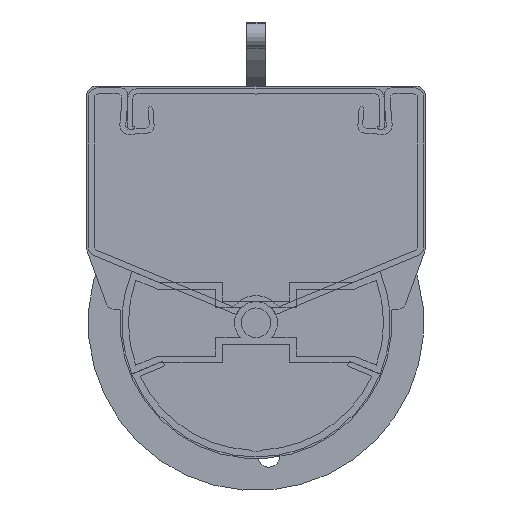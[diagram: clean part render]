
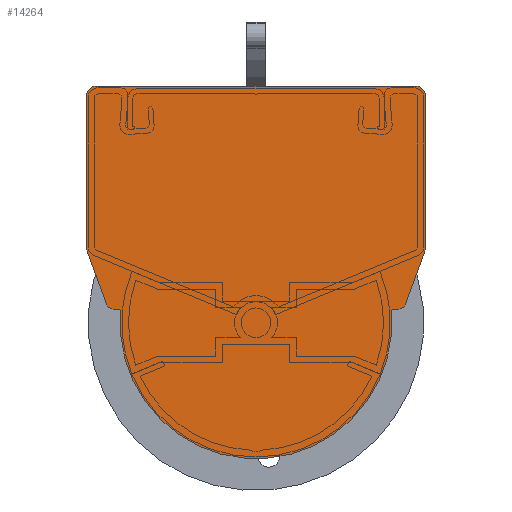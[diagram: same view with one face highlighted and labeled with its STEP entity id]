
A CAD part, front view. The second image highlights one B-rep face of the part: STEP entity #14264.
In plain terms, the highlighted face is planar.
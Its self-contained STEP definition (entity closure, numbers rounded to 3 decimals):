
#58 = LINE ( 'NONE', #6708, #6824 ) ;
#72 = ORIENTED_EDGE ( 'NONE', *, *, #201, .T. ) ;
#101 = DIRECTION ( 'NONE',  ( 0., 0., -1. ) ) ;
#187 = VECTOR ( 'NONE', #10447, 1000. ) ;
#201 = EDGE_CURVE ( 'NONE', #11092, #6282, #3601, .T. ) ;
#240 = AXIS2_PLACEMENT_3D ( 'NONE', #6416, #13127, #7474 ) ;
#299 = DIRECTION ( 'NONE',  ( 0.342, 0., 0.94 ) ) ;
#357 = CARTESIAN_POINT ( 'NONE',  ( -47.5, 3., -67.5 ) ) ;
#426 = VERTEX_POINT ( 'NONE', #8589 ) ;
#898 = VERTEX_POINT ( 'NONE', #11738 ) ;
#904 = VECTOR ( 'NONE', #5360, 1000. ) ;
#910 = CIRCLE ( 'NONE', #240, 3.5 ) ;
#958 = AXIS2_PLACEMENT_3D ( 'NONE', #6304, #16304, #7066 ) ;
#1000 = EDGE_CURVE ( 'NONE', #8149, #4167, #8480, .T. ) ;
#1047 = VERTEX_POINT ( 'NONE', #7936 ) ;
#1126 = VERTEX_POINT ( 'NONE', #2593 ) ;
#1298 = LINE ( 'NONE', #4090, #904 ) ;
#1302 = ORIENTED_EDGE ( 'NONE', *, *, #2219, .T. ) ;
#1433 = ORIENTED_EDGE ( 'NONE', *, *, #7417, .T. ) ;
#1443 = VERTEX_POINT ( 'NONE', #14596 ) ;
#1568 = LINE ( 'NONE', #7391, #14646 ) ;
#1668 = AXIS2_PLACEMENT_3D ( 'NONE', #2675, #11476, #3945 ) ;
#2090 = EDGE_CURVE ( 'NONE', #15199, #1126, #11822, .T. ) ;
#2219 = EDGE_CURVE ( 'NONE', #1047, #12987, #13644, .T. ) ;
#2593 = CARTESIAN_POINT ( 'NONE',  ( 44.47, 3., -5.316 ) ) ;
#2675 = CARTESIAN_POINT ( 'NONE',  ( 47.5, 3., -67.5 ) ) ;
#2815 = ORIENTED_EDGE ( 'NONE', *, *, #6244, .T. ) ;
#2952 = EDGE_LOOP ( 'NONE', ( #13413, #3993, #14769, #11442, #14332, #3525, #8772, #11578, #6307, #8905, #1302, #1433, #5835, #15157, #2815, #72 ) ) ;
#3471 = DIRECTION ( 'NONE',  ( 0., 1., 0. ) ) ;
#3486 = DIRECTION ( 'NONE',  ( 0., 0., 1. ) ) ;
#3525 = ORIENTED_EDGE ( 'NONE', *, *, #15247, .T. ) ;
#3601 = LINE ( 'NONE', #15821, #187 ) ;
#3610 = EDGE_CURVE ( 'NONE', #426, #12304, #910, .T. ) ;
#3678 = DIRECTION ( 'NONE',  ( 0., 1., 0. ) ) ;
#3945 = DIRECTION ( 'NONE',  ( 0., 0., -1. ) ) ;
#3993 = ORIENTED_EDGE ( 'NONE', *, *, #15378, .T. ) ;
#4090 = CARTESIAN_POINT ( 'NONE',  ( -47.5, 3., -70.5 ) ) ;
#4167 = VERTEX_POINT ( 'NONE', #15702 ) ;
#4574 = VERTEX_POINT ( 'NONE', #5309 ) ;
#4618 = DIRECTION ( 'NONE',  ( 0., -1., 0. ) ) ;
#4923 = CIRCLE ( 'NONE', #1668, 3. ) ;
#4986 = LINE ( 'NONE', #14706, #14689 ) ;
#5111 = VECTOR ( 'NONE', #11514, 1000. ) ;
#5133 = VECTOR ( 'NONE', #8748, 1000. ) ;
#5309 = CARTESIAN_POINT ( 'NONE',  ( 40.352, 3., -3.457 ) ) ;
#5360 = DIRECTION ( 'NONE',  ( -1., 0., 0. ) ) ;
#5413 = CARTESIAN_POINT ( 'NONE',  ( 40.85, 3., -3.5 ) ) ;
#5649 = PLANE ( 'NONE',  #5710 ) ;
#5710 = AXIS2_PLACEMENT_3D ( 'NONE', #12150, #4618, #13444 ) ;
#5835 = ORIENTED_EDGE ( 'NONE', *, *, #3610, .T. ) ;
#5908 = DIRECTION ( 'NONE',  ( 0., -1., 0. ) ) ;
#5949 = CARTESIAN_POINT ( 'NONE',  ( 0., 3., 0. ) ) ;
#6038 = EDGE_CURVE ( 'NONE', #12304, #1443, #4986, .T. ) ;
#6201 = AXIS2_PLACEMENT_3D ( 'NONE', #11208, #3678, #12492 ) ;
#6244 = EDGE_CURVE ( 'NONE', #1443, #11092, #15277, .T. ) ;
#6282 = VERTEX_POINT ( 'NONE', #7495 ) ;
#6304 = CARTESIAN_POINT ( 'NONE',  ( -42.591, 3., -6. ) ) ;
#6307 = ORIENTED_EDGE ( 'NONE', *, *, #12977, .T. ) ;
#6416 = CARTESIAN_POINT ( 'NONE',  ( -47., 3., -22.5 ) ) ;
#6675 = DIRECTION ( 'NONE',  ( 0., 0., -1. ) ) ;
#6708 = CARTESIAN_POINT ( 'NONE',  ( 64.81, 3., -61.2 ) ) ;
#6824 = VECTOR ( 'NONE', #11783, 1000. ) ;
#7066 = DIRECTION ( 'NONE',  ( 0., 0., -1. ) ) ;
#7195 = DIRECTION ( 'NONE',  ( 0., 0., 1. ) ) ;
#7391 = CARTESIAN_POINT ( 'NONE',  ( -50.5, 3., -67.5 ) ) ;
#7417 = EDGE_CURVE ( 'NONE', #12987, #426, #1568, .T. ) ;
#7474 = DIRECTION ( 'NONE',  ( 0., 0., -1. ) ) ;
#7495 = CARTESIAN_POINT ( 'NONE',  ( -40.85, 3., -4. ) ) ;
#7760 = CARTESIAN_POINT ( 'NONE',  ( 50.5, 3., -22.5 ) ) ;
#7936 = CARTESIAN_POINT ( 'NONE',  ( -47.5, 3., -70.5 ) ) ;
#8132 = EDGE_CURVE ( 'NONE', #13076, #15199, #8459, .T. ) ;
#8149 = VERTEX_POINT ( 'NONE', #7760 ) ;
#8459 = LINE ( 'NONE', #15387, #5111 ) ;
#8480 = LINE ( 'NONE', #9217, #5133 ) ;
#8589 = CARTESIAN_POINT ( 'NONE',  ( -50.5, 3., -22.5 ) ) ;
#8748 = DIRECTION ( 'NONE',  ( 0., 0., -1. ) ) ;
#8772 = ORIENTED_EDGE ( 'NONE', *, *, #12895, .T. ) ;
#8905 = ORIENTED_EDGE ( 'NONE', *, *, #10048, .T. ) ;
#9217 = CARTESIAN_POINT ( 'NONE',  ( 50.5, 3., -67.5 ) ) ;
#9473 = DIRECTION ( 'NONE',  ( 0., 1., 0. ) ) ;
#9733 = AXIS2_PLACEMENT_3D ( 'NONE', #5949, #14808, #7195 ) ;
#10048 = EDGE_CURVE ( 'NONE', #15654, #1047, #1298, .T. ) ;
#10207 = CARTESIAN_POINT ( 'NONE',  ( -50.5, 3., -67.5 ) ) ;
#10447 = DIRECTION ( 'NONE',  ( 1., 0., 0. ) ) ;
#10448 = CARTESIAN_POINT ( 'NONE',  ( 42.591, 3., -6. ) ) ;
#10622 = AXIS2_PLACEMENT_3D ( 'NONE', #10448, #3471, #101 ) ;
#10686 = DIRECTION ( 'NONE',  ( 0., 0., 1. ) ) ;
#11092 = VERTEX_POINT ( 'NONE', #14849 ) ;
#11155 = FACE_OUTER_BOUND ( 'NONE', #2952, .T. ) ;
#11208 = CARTESIAN_POINT ( 'NONE',  ( 47., 3., -22.5 ) ) ;
#11219 = CIRCLE ( 'NONE', #6201, 3.5 ) ;
#11282 = CARTESIAN_POINT ( 'NONE',  ( -50.289, 3., -21.303 ) ) ;
#11442 = ORIENTED_EDGE ( 'NONE', *, *, #8132, .T. ) ;
#11476 = DIRECTION ( 'NONE',  ( 0., 1., 0. ) ) ;
#11514 = DIRECTION ( 'NONE',  ( 1., 0., 0. ) ) ;
#11578 = ORIENTED_EDGE ( 'NONE', *, *, #1000, .T. ) ;
#11661 = CARTESIAN_POINT ( 'NONE',  ( 42.591, 3., -4. ) ) ;
#11724 = CIRCLE ( 'NONE', #13779, 0.5 ) ;
#11738 = CARTESIAN_POINT ( 'NONE',  ( -40.352, 3., -3.457 ) ) ;
#11783 = DIRECTION ( 'NONE',  ( 0.342, 0., -0.94 ) ) ;
#11822 = CIRCLE ( 'NONE', #10622, 2. ) ;
#12006 = CARTESIAN_POINT ( 'NONE',  ( 50.289, 3., -21.303 ) ) ;
#12150 = CARTESIAN_POINT ( 'NONE',  ( 47.5, 3., -67.5 ) ) ;
#12304 = VERTEX_POINT ( 'NONE', #11282 ) ;
#12492 = DIRECTION ( 'NONE',  ( 0., 0., -1. ) ) ;
#12648 = VERTEX_POINT ( 'NONE', #12006 ) ;
#12895 = EDGE_CURVE ( 'NONE', #12648, #8149, #11219, .T. ) ;
#12977 = EDGE_CURVE ( 'NONE', #4167, #15654, #4923, .T. ) ;
#12987 = VERTEX_POINT ( 'NONE', #10207 ) ;
#13076 = VERTEX_POINT ( 'NONE', #14272 ) ;
#13127 = DIRECTION ( 'NONE',  ( 0., 1., 0. ) ) ;
#13413 = ORIENTED_EDGE ( 'NONE', *, *, #14829, .T. ) ;
#13444 = DIRECTION ( 'NONE',  ( 0., 0., -1. ) ) ;
#13489 = CARTESIAN_POINT ( 'NONE',  ( -40.85, 3., -3.5 ) ) ;
#13644 = CIRCLE ( 'NONE', #15768, 3. ) ;
#13779 = AXIS2_PLACEMENT_3D ( 'NONE', #13489, #5908, #14758 ) ;
#14133 = CIRCLE ( 'NONE', #15823, 0.5 ) ;
#14224 = CARTESIAN_POINT ( 'NONE',  ( 47.5, 3., -70.5 ) ) ;
#14261 = DIRECTION ( 'NONE',  ( 0., -1., 0. ) ) ;
#14264 = ADVANCED_FACE ( 'NONE', ( #11155 ), #5649, .F. ) ;
#14272 = CARTESIAN_POINT ( 'NONE',  ( 40.85, 3., -4. ) ) ;
#14332 = ORIENTED_EDGE ( 'NONE', *, *, #2090, .T. ) ;
#14551 = CIRCLE ( 'NONE', #9733, 40.5 ) ;
#14596 = CARTESIAN_POINT ( 'NONE',  ( -44.47, 3., -5.316 ) ) ;
#14603 = EDGE_CURVE ( 'NONE', #4574, #13076, #14133, .T. ) ;
#14646 = VECTOR ( 'NONE', #10686, 1000. ) ;
#14689 = VECTOR ( 'NONE', #299, 1000. ) ;
#14706 = CARTESIAN_POINT ( 'NONE',  ( -53.697, 3., -30.667 ) ) ;
#14758 = DIRECTION ( 'NONE',  ( 0., 0., -1. ) ) ;
#14769 = ORIENTED_EDGE ( 'NONE', *, *, #14603, .T. ) ;
#14808 = DIRECTION ( 'NONE',  ( 0., 1., 0. ) ) ;
#14829 = EDGE_CURVE ( 'NONE', #6282, #898, #11724, .T. ) ;
#14849 = CARTESIAN_POINT ( 'NONE',  ( -42.591, 3., -4. ) ) ;
#15157 = ORIENTED_EDGE ( 'NONE', *, *, #6038, .T. ) ;
#15199 = VERTEX_POINT ( 'NONE', #11661 ) ;
#15247 = EDGE_CURVE ( 'NONE', #1126, #12648, #58, .T. ) ;
#15277 = CIRCLE ( 'NONE', #958, 2. ) ;
#15378 = EDGE_CURVE ( 'NONE', #898, #4574, #14551, .T. ) ;
#15387 = CARTESIAN_POINT ( 'NONE',  ( 47.5, 3., -4. ) ) ;
#15654 = VERTEX_POINT ( 'NONE', #14224 ) ;
#15702 = CARTESIAN_POINT ( 'NONE',  ( 50.5, 3., -67.5 ) ) ;
#15768 = AXIS2_PLACEMENT_3D ( 'NONE', #357, #9473, #3486 ) ;
#15821 = CARTESIAN_POINT ( 'NONE',  ( 47.5, 3., -4. ) ) ;
#15823 = AXIS2_PLACEMENT_3D ( 'NONE', #5413, #14261, #6675 ) ;
#16304 = DIRECTION ( 'NONE',  ( 0., 1., 0. ) ) ;
